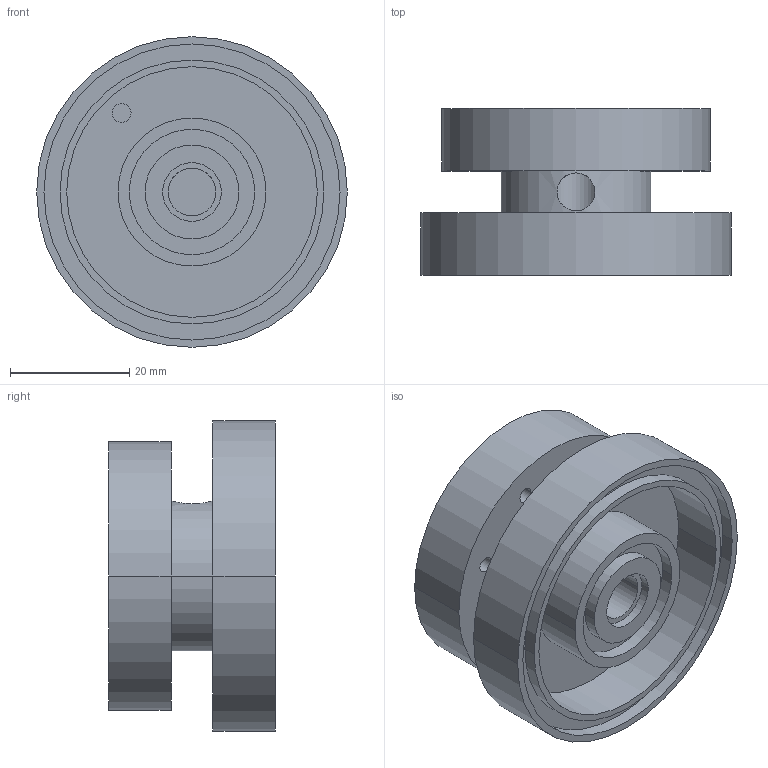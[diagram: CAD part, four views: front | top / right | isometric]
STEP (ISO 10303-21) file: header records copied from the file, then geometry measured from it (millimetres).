
FILE_DESCRIPTION (( 'STEP AP214' ), '1' );
FILE_NAME ('ToolHolder1.STEP', '2020-07-29T19:17:07', ( '' ), ( '' ), 'SwSTEP 2.0', 'SolidWorks 2019', '' );
FILE_SCHEMA (( 'AUTOMOTIVE_DESIGN' ));
Length unit declared in the file: inch
Products named in the file (1): ToolHolder1
Bounding box: 52.07 x 27.94 x 52.07 mm (x, y, z)
Volume: 31471.8 mm3; surface area: 14140.4 mm2
Topology: 1 solids, 1 shells, 54 faces, 126 edges, 84 vertices
Faces by surface type: cylinder 42, plane 12
Entity records: 2453 total; most frequent: CARTESIAN_POINT 393, DIRECTION 312, ORIENTED_EDGE 252, AXIS2_PLACEMENT_3D 135, EDGE_CURVE 126, EDGE_LOOP 84, VERTEX_POINT 84, CIRCLE 80
